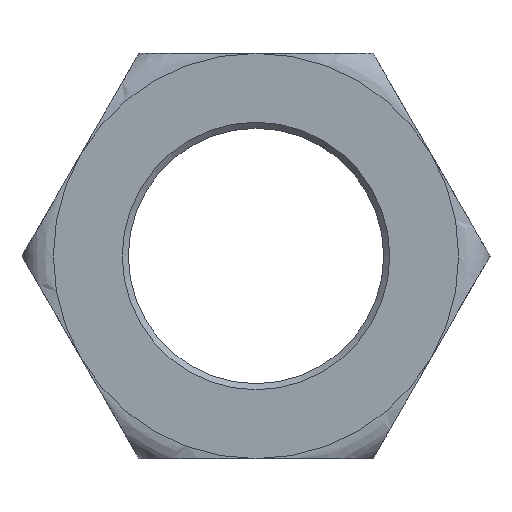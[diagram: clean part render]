
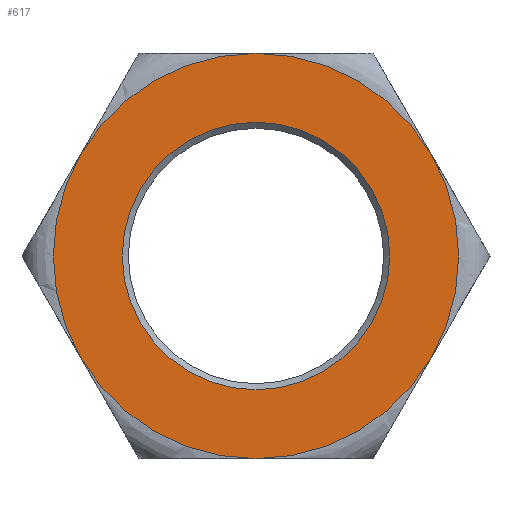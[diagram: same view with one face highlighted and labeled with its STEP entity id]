
A CAD part, front view. The second image highlights one B-rep face of the part: STEP entity #617.
In plain terms, the highlighted planar face has unit normal (0, -1, 0).
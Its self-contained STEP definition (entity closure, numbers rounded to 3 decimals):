
#9 = DIRECTION ( 'NONE',  ( 1., 0., 0. ) ) ;
#13 = CARTESIAN_POINT ( 'NONE',  ( 0., -8.25, 0. ) ) ;
#32 = CIRCLE ( 'NONE', #331, 16.5 ) ;
#39 = DIRECTION ( 'NONE',  ( -1., 0., 0. ) ) ;
#41 = CARTESIAN_POINT ( 'NONE',  ( 0., -8.25, 0. ) ) ;
#89 = ORIENTED_EDGE ( 'NONE', *, *, #163, .F. ) ;
#99 = PLANE ( 'NONE',  #1061 ) ;
#161 = CARTESIAN_POINT ( 'NONE',  ( 21.651, -8.25, 12.5 ) ) ;
#163 = EDGE_CURVE ( 'NONE', #590, #882, #939, .T. ) ;
#182 = ORIENTED_EDGE ( 'NONE', *, *, #773, .T. ) ;
#206 = AXIS2_PLACEMENT_3D ( 'NONE', #41, #498, #663 ) ;
#214 = DIRECTION ( 'NONE',  ( 0., 1., 0. ) ) ;
#221 = CARTESIAN_POINT ( 'NONE',  ( -21.651, -8.25, -12.5 ) ) ;
#233 = DIRECTION ( 'NONE',  ( 0., 1., 0. ) ) ;
#237 = DIRECTION ( 'NONE',  ( 0., 1., 0. ) ) ;
#252 = AXIS2_PLACEMENT_3D ( 'NONE', #752, #1037, #401 ) ;
#304 = CIRCLE ( 'NONE', #206, 25. ) ;
#310 = ORIENTED_EDGE ( 'NONE', *, *, #713, .F. ) ;
#331 = AXIS2_PLACEMENT_3D ( 'NONE', #917, #233, #1030 ) ;
#365 = FACE_BOUND ( 'NONE', #1027, .T. ) ;
#375 = AXIS2_PLACEMENT_3D ( 'NONE', #746, #237, #662 ) ;
#401 = DIRECTION ( 'NONE',  ( 1., 0., 0. ) ) ;
#437 = ORIENTED_EDGE ( 'NONE', *, *, #1097, .F. ) ;
#455 = CARTESIAN_POINT ( 'NONE',  ( 0., -8.25, 16.5 ) ) ;
#456 = CIRCLE ( 'NONE', #252, 25. ) ;
#484 = DIRECTION ( 'NONE',  ( 0., 1., 0. ) ) ;
#493 = AXIS2_PLACEMENT_3D ( 'NONE', #1091, #214, #742 ) ;
#498 = DIRECTION ( 'NONE',  ( 0., 1., 0. ) ) ;
#500 = CIRCLE ( 'NONE', #820, 25. ) ;
#530 = ORIENTED_EDGE ( 'NONE', *, *, #780, .F. ) ;
#582 = CARTESIAN_POINT ( 'NONE',  ( 0., -8.25, 25. ) ) ;
#588 = VERTEX_POINT ( 'NONE', #1053 ) ;
#590 = VERTEX_POINT ( 'NONE', #161 ) ;
#617 = ADVANCED_FACE ( 'NONE', ( #365, #655 ), #99, .F. ) ;
#624 = VERTEX_POINT ( 'NONE', #455 ) ;
#655 = FACE_OUTER_BOUND ( 'NONE', #1031, .T. ) ;
#662 = DIRECTION ( 'NONE',  ( 1., 0., 0. ) ) ;
#663 = DIRECTION ( 'NONE',  ( 1., 0., 0. ) ) ;
#674 = EDGE_CURVE ( 'NONE', #588, #915, #500, .T. ) ;
#713 = EDGE_CURVE ( 'NONE', #779, #588, #456, .T. ) ;
#714 = VERTEX_POINT ( 'NONE', #827 ) ;
#742 = DIRECTION ( 'NONE',  ( 1., 0., 0. ) ) ;
#746 = CARTESIAN_POINT ( 'NONE',  ( 0., -8.25, 0. ) ) ;
#752 = CARTESIAN_POINT ( 'NONE',  ( 0., -8.25, 0. ) ) ;
#773 = EDGE_CURVE ( 'NONE', #624, #624, #32, .T. ) ;
#779 = VERTEX_POINT ( 'NONE', #221 ) ;
#780 = EDGE_CURVE ( 'NONE', #714, #779, #979, .T. ) ;
#801 = DIRECTION ( 'NONE',  ( 0., 1., 0. ) ) ;
#813 = DIRECTION ( 'NONE',  ( 0., 1., 0. ) ) ;
#820 = AXIS2_PLACEMENT_3D ( 'NONE', #13, #484, #39 ) ;
#827 = CARTESIAN_POINT ( 'NONE',  ( 0., -8.25, -25. ) ) ;
#867 = AXIS2_PLACEMENT_3D ( 'NONE', #881, #801, #9 ) ;
#877 = ORIENTED_EDGE ( 'NONE', *, *, #674, .F. ) ;
#881 = CARTESIAN_POINT ( 'NONE',  ( 0., -8.25, 0. ) ) ;
#882 = VERTEX_POINT ( 'NONE', #943 ) ;
#915 = VERTEX_POINT ( 'NONE', #582 ) ;
#917 = CARTESIAN_POINT ( 'NONE',  ( 0., -8.25, 0. ) ) ;
#939 = CIRCLE ( 'NONE', #493, 25. ) ;
#943 = CARTESIAN_POINT ( 'NONE',  ( 21.651, -8.25, -12.5 ) ) ;
#979 = CIRCLE ( 'NONE', #375, 25. ) ;
#983 = DIRECTION ( 'NONE',  ( 0., 0., 1. ) ) ;
#997 = EDGE_CURVE ( 'NONE', #915, #590, #304, .T. ) ;
#1027 = EDGE_LOOP ( 'NONE', ( #182 ) ) ;
#1030 = DIRECTION ( 'NONE',  ( 0., 0., 1. ) ) ;
#1031 = EDGE_LOOP ( 'NONE', ( #437, #89, #1042, #877, #310, #530 ) ) ;
#1037 = DIRECTION ( 'NONE',  ( 0., 1., 0. ) ) ;
#1042 = ORIENTED_EDGE ( 'NONE', *, *, #997, .F. ) ;
#1051 = CIRCLE ( 'NONE', #867, 25. ) ;
#1053 = CARTESIAN_POINT ( 'NONE',  ( -21.651, -8.25, 12.5 ) ) ;
#1061 = AXIS2_PLACEMENT_3D ( 'NONE', #1083, #813, #983 ) ;
#1083 = CARTESIAN_POINT ( 'NONE',  ( 0., -8.25, 0. ) ) ;
#1091 = CARTESIAN_POINT ( 'NONE',  ( 0., -8.25, 0. ) ) ;
#1097 = EDGE_CURVE ( 'NONE', #882, #714, #1051, .T. ) ;
